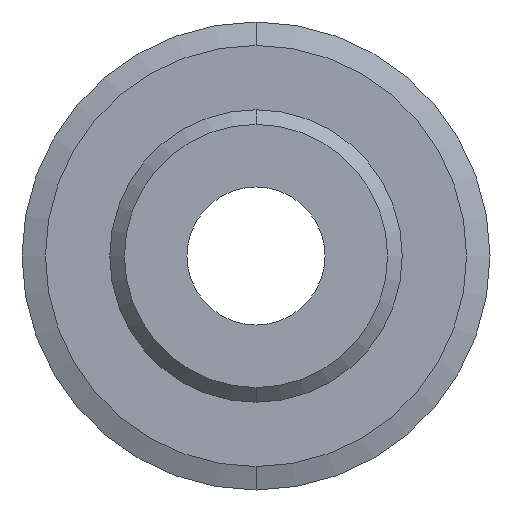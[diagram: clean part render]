
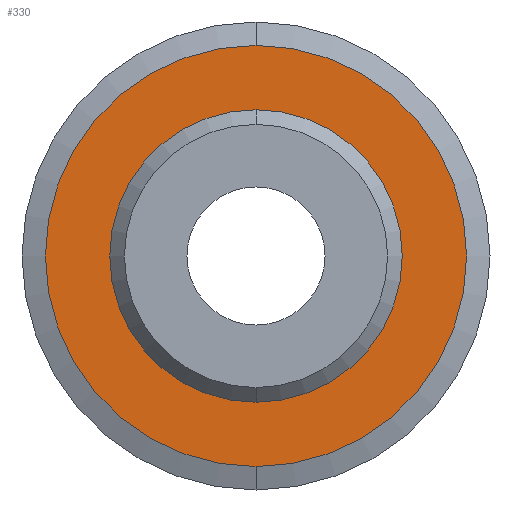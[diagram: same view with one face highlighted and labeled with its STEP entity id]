
A CAD part, front view. The second image highlights one B-rep face of the part: STEP entity #330.
In plain terms, the highlighted planar face has unit normal (0, -1, 0).
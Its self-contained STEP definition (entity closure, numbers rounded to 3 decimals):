
#37 = VERTEX_POINT ( 'NONE', #502 ) ;
#43 = VERTEX_POINT ( 'NONE', #503 ) ;
#45 = EDGE_CURVE ( 'NONE', #37, #43, #491, .T. ) ;
#79 = VERTEX_POINT ( 'NONE', #656 ) ;
#80 = EDGE_CURVE ( 'NONE', #79, #87, #657, .T. ) ;
#87 = VERTEX_POINT ( 'NONE', #611 ) ;
#241 = EDGE_CURVE ( 'NONE', #43, #37, #806, .T. ) ;
#248 = EDGE_CURVE ( 'NONE', #87, #79, #864, .T. ) ;
#252 = ORIENTED_EDGE ( 'NONE', *, *, #248, .T. ) ;
#255 = ORIENTED_EDGE ( 'NONE', *, *, #241, .T. ) ;
#276 = EDGE_LOOP ( 'NONE', ( #255, #332 ) ) ;
#277 = EDGE_LOOP ( 'NONE', ( #331, #252 ) ) ;
#330 = ADVANCED_FACE ( 'NONE', ( #1092, #1089 ), #1090, .F. ) ;
#331 = ORIENTED_EDGE ( 'NONE', *, *, #80, .T. ) ;
#332 = ORIENTED_EDGE ( 'NONE', *, *, #45, .T. ) ;
#466 = AXIS2_PLACEMENT_3D ( 'NONE', #650, #649, #648 ) ;
#491 = CIRCLE ( 'NONE', #547, 3.6 ) ;
#502 = CARTESIAN_POINT ( 'NONE',  ( 0., -15.6, -3.6 ) ) ;
#503 = CARTESIAN_POINT ( 'NONE',  ( 0., -15.6, 3.6 ) ) ;
#544 = DIRECTION ( 'NONE',  ( 0., 0., 1. ) ) ;
#545 = DIRECTION ( 'NONE',  ( 0., -1., 0. ) ) ;
#546 = CARTESIAN_POINT ( 'NONE',  ( 0., -15.6, 0. ) ) ;
#547 = AXIS2_PLACEMENT_3D ( 'NONE', #546, #545, #544 ) ;
#611 = CARTESIAN_POINT ( 'NONE',  ( 0., -15.6, -2.5 ) ) ;
#648 = DIRECTION ( 'NONE',  ( 0., 0., 1. ) ) ;
#649 = DIRECTION ( 'NONE',  ( 0., 1., 0. ) ) ;
#650 = CARTESIAN_POINT ( 'NONE',  ( 0., -15.6, 0. ) ) ;
#656 = CARTESIAN_POINT ( 'NONE',  ( 0., -15.6, 2.5 ) ) ;
#657 = CIRCLE ( 'NONE', #466, 2.5 ) ;
#804 = AXIS2_PLACEMENT_3D ( 'NONE', #861, #860, #859 ) ;
#806 = CIRCLE ( 'NONE', #804, 3.6 ) ;
#847 = DIRECTION ( 'NONE',  ( 0., 0., 1. ) ) ;
#848 = DIRECTION ( 'NONE',  ( 0., 1., 0. ) ) ;
#849 = CARTESIAN_POINT ( 'NONE',  ( 0., -15.6, 0. ) ) ;
#850 = AXIS2_PLACEMENT_3D ( 'NONE', #849, #848, #847 ) ;
#859 = DIRECTION ( 'NONE',  ( 0., 0., 1. ) ) ;
#860 = DIRECTION ( 'NONE',  ( 0., -1., 0. ) ) ;
#861 = CARTESIAN_POINT ( 'NONE',  ( 0., -15.6, 0. ) ) ;
#864 = CIRCLE ( 'NONE', #850, 2.5 ) ;
#1079 = DIRECTION ( 'NONE',  ( 0., 0., 1. ) ) ;
#1080 = DIRECTION ( 'NONE',  ( 0., 1., 0. ) ) ;
#1081 = CARTESIAN_POINT ( 'NONE',  ( 0., -15.6, 0. ) ) ;
#1083 = AXIS2_PLACEMENT_3D ( 'NONE', #1081, #1080, #1079 ) ;
#1089 = FACE_OUTER_BOUND ( 'NONE', #276, .T. ) ;
#1090 = PLANE ( 'NONE',  #1083 ) ;
#1092 = FACE_BOUND ( 'NONE', #277, .T. ) ;
